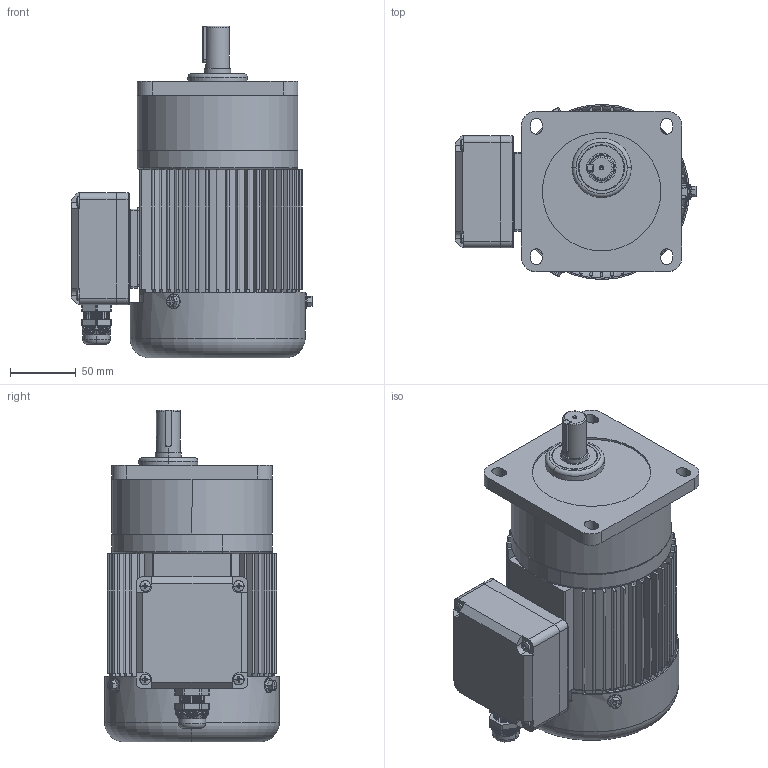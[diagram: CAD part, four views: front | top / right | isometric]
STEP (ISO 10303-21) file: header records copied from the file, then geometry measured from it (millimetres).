
FILE_DESCRIPTION (( 'STEP AP203' ), '1' );
FILE_NAME ('(標準品)G11V100W(5B01XXX100)(減速比共用).STEP', '2016-01-28T08:32:20', ( 'SE' ), ( 'SE' ), 'SwSTEP 2.0', 'SolidWorks 2010', '' );
FILE_SCHEMA (( 'CONFIG_CONTROL_DESIGN' ));
Products named in the file (16): G11OS1; G11-200C1; 5x5xL_28L; 丸頭螺絲 M4 x35 --35N_JIS B 1111 Binding head screw M4 x 8 --8N; 出線頭 Ver.2; 外六角內十字螺絲M5 x 10_ISO 4162 - M5 x 10 x 10-N; 100W風扇蓋131x50／缺口70(直角); M100CD1-45; G11VBOX3; (標準品)G11V100W(5B01XXX100)(減速比共用); 油封20x35x7; ･Xｽuｲｰｹﾔ､TH-UP3(PVC2mmｫp); 成品-塑膠T盒; 出線盒下蓋; 出線盒上蓋; M100C2A
Assembly tree (20 placements, depth 3):
  (標準品)G11V100W(5B01XXX100)(減速比共用)
    G11OS1
    M100C2A
    油封20x35x7
    G11VBOX3
    外六角內十字螺絲M5 x 10_ISO 4162 - M5 x 10 x 10-N  x3
    G11-200C1
    成品-塑膠T盒
      ･Xｽuｲｰｹﾔ､TH-UP3(PVC2mmｫp)
      丸頭螺絲 M4 x35 --35N_JIS B 1111 Binding head screw M4 x 8 --8N  x4
      出線頭 Ver.2
      出線盒下蓋
      出線盒上蓋
    100W風扇蓋131x50／缺口70(直角)
    M100CD1-45
    5x5xL_28L
Bounding box: 183.11 x 133 x 252 mm (x, y, z)
Volume: 2422416.7 mm3; surface area: 354040 mm2
Topology: 19 solids, 22 shells, 2602 faces, 6907 edges, 4377 vertices
Faces by surface type: cone 926, cylinder 814, plane 788, torus 48, bspline 18, sphere 8
Entity records: 51561 total; most frequent: CARTESIAN_POINT 10233, DIRECTION 8401, ORIENTED_EDGE 8238, EDGE_CURVE 4119, AXIS2_PLACEMENT_3D 2988, VERTEX_POINT 2648, VECTOR 2425, LINE 2425
